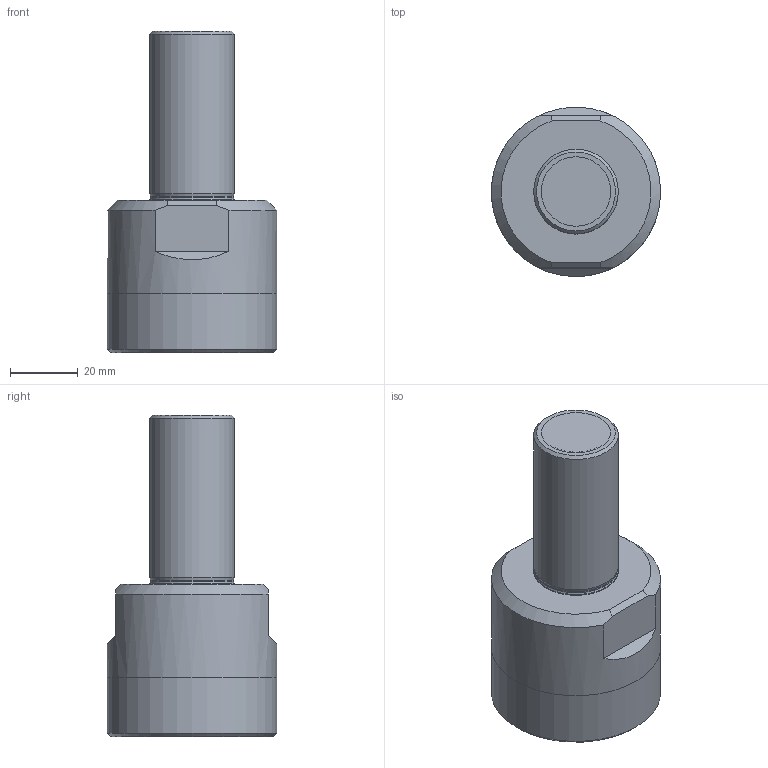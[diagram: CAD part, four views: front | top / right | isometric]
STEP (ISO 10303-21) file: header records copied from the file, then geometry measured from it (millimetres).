
FILE_DESCRIPTION(/* description */ (''),/* implementation_level */ '2;1');
FILE_NAME(/* name */ '262514020.stp',/* time_stamp */ '2021-01-19T15:35:01',/* author */ ('LRA'),/* organization */ ('REGO-FIX'),/* preprocessor_version */ ' Unknown',/* originating_system */ 'SIEMENS PLM Software Solid Edge ST10',/* authorization */ 'Unknown');
FILE_SCHEMA (('AUTOMOTIVE_DESIGN { 1 0 10303 214 2 1 1}'));
Length unit declared in the file: millimetre
Products named in the file (1): NOCUT
Bounding box: 50 x 50 x 95 mm (x, y, z)
Volume: 63398 mm3; surface area: 21456.5 mm2
Topology: 2 solids, 2 shells, 32 faces, 71 edges, 43 vertices
Faces by surface type: plane 10, cone 9, cylinder 9, torus 4
Full cylindrical faces by diameter (mm): 16.376 x1, 18.5 x2, 24.6 x1, 25 x2, 30.5 x1, 50 x2
Entity records: 990 total; most frequent: CARTESIAN_POINT 145, DIRECTION 138, ORIENTED_EDGE 92, AXIS2_PLACEMENT_3D 64, FACE_BOUND 55, EDGE_LOOP 54, EDGE_CURVE 46, VERTEX_POINT 39
